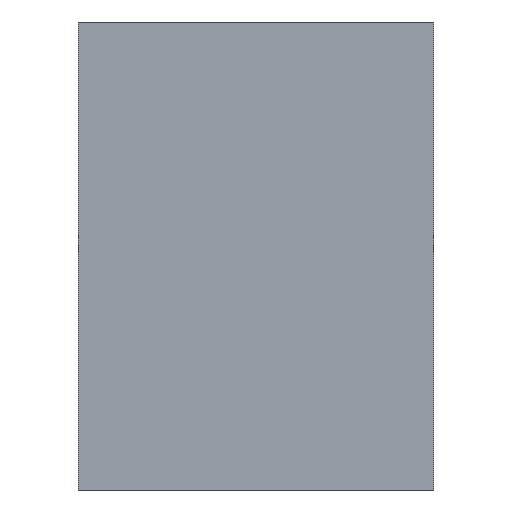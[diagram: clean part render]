
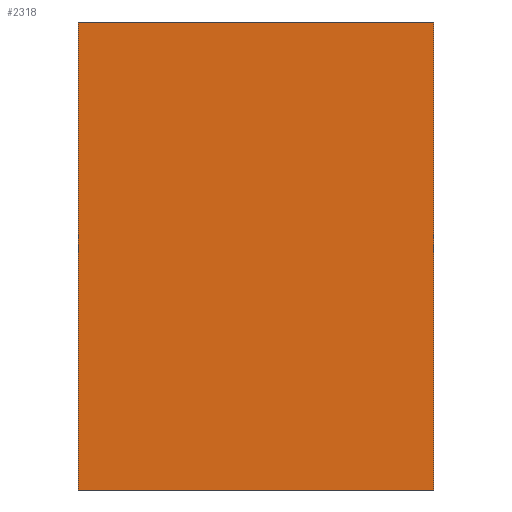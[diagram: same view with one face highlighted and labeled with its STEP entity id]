
A CAD part, front view. The second image highlights one B-rep face of the part: STEP entity #2318.
In plain terms, the highlighted planar face has unit normal (0, -1, 0).
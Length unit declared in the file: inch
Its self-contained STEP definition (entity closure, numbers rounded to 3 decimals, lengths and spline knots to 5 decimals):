
#1721 = EDGE_CURVE ( 'NONE', #14003, #14056, #12467, .T. ) ;
#1730 = EDGE_CURVE ( 'NONE', #14056, #14016, #12484, .T. ) ;
#1733 = EDGE_CURVE ( 'NONE', #14016, #13848, #12489, .T. ) ;
#1743 = EDGE_CURVE ( 'NONE', #13848, #14003, #12505, .T. ) ;
#2318 = ADVANCED_FACE ( 'NONE', ( #3640 ), #3203, .F. ) ;
#3195 = CARTESIAN_POINT ( 'NONE',  ( 0., 0., 0. ) ) ;
#3203 = PLANE ( 'NONE',  #15010 ) ;
#3205 = DIRECTION ( 'NONE',  ( 0., 1., 0. ) ) ;
#3206 = DIRECTION ( 'NONE',  ( 0., 0., 1. ) ) ;
#3640 = FACE_OUTER_BOUND ( 'NONE', #16286, .T. ) ;
#8336 = CARTESIAN_POINT ( 'NONE',  ( 0.5692, 0., -0.50301 ) ) ;
#8491 = CARTESIAN_POINT ( 'NONE',  ( -1.3308, 0., -0.50301 ) ) ;
#8504 = CARTESIAN_POINT ( 'NONE',  ( 0.5692, 0., 1.99699 ) ) ;
#8544 = CARTESIAN_POINT ( 'NONE',  ( -1.3308, 0., 1.99699 ) ) ;
#12467 = LINE ( 'NONE', #13430, #12470 ) ;
#12470 = VECTOR ( 'NONE', #13431, 39.37008 ) ;
#12484 = LINE ( 'NONE', #13449, #12487 ) ;
#12487 = VECTOR ( 'NONE', #13450, 39.37008 ) ;
#12489 = LINE ( 'NONE', #13456, #12492 ) ;
#12492 = VECTOR ( 'NONE', #13457, 39.37008 ) ;
#12505 = LINE ( 'NONE', #13477, #12508 ) ;
#12508 = VECTOR ( 'NONE', #13478, 39.37008 ) ;
#13430 = CARTESIAN_POINT ( 'NONE',  ( -1.3308, 0., -0.50301 ) ) ;
#13431 = DIRECTION ( 'NONE',  ( 0., 0., 1. ) ) ;
#13449 = CARTESIAN_POINT ( 'NONE',  ( -1.3308, 0., 1.99699 ) ) ;
#13450 = DIRECTION ( 'NONE',  ( 1., 0., 0. ) ) ;
#13456 = CARTESIAN_POINT ( 'NONE',  ( 0.5692, 0., -0.50301 ) ) ;
#13457 = DIRECTION ( 'NONE',  ( 0., 0., -1. ) ) ;
#13477 = CARTESIAN_POINT ( 'NONE',  ( -1.3308, 0., -0.50301 ) ) ;
#13478 = DIRECTION ( 'NONE',  ( -1., 0., 0. ) ) ;
#13848 = VERTEX_POINT ( 'NONE', #8336 ) ;
#14003 = VERTEX_POINT ( 'NONE', #8491 ) ;
#14016 = VERTEX_POINT ( 'NONE', #8504 ) ;
#14056 = VERTEX_POINT ( 'NONE', #8544 ) ;
#14481 = ORIENTED_EDGE ( 'NONE', *, *, #1721, .F. ) ;
#14482 = ORIENTED_EDGE ( 'NONE', *, *, #1743, .F. ) ;
#14483 = ORIENTED_EDGE ( 'NONE', *, *, #1733, .F. ) ;
#14484 = ORIENTED_EDGE ( 'NONE', *, *, #1730, .F. ) ;
#15010 = AXIS2_PLACEMENT_3D ( 'NONE', #3195, #3205, #3206 ) ;
#16286 = EDGE_LOOP ( 'NONE', ( #14481, #14482, #14483, #14484 ) ) ;
